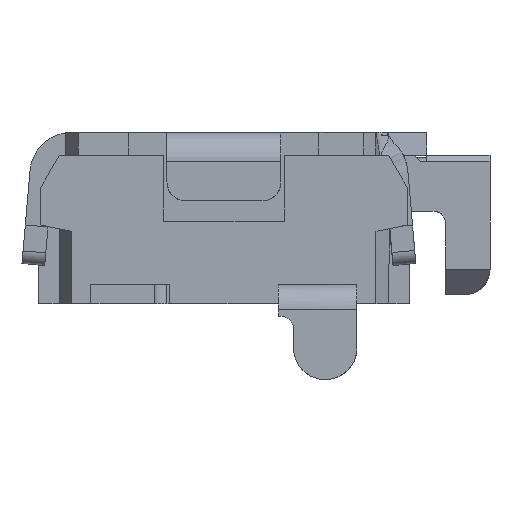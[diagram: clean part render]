
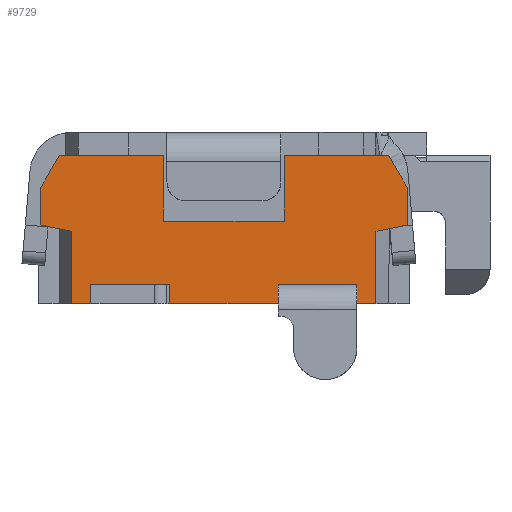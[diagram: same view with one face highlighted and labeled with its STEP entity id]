
A CAD part, left-side view. The second image highlights one B-rep face of the part: STEP entity #9729.
In plain terms, the highlighted planar face has unit normal (1, 0, 0).
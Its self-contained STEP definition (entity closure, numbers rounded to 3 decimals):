
#9729 = ADVANCED_FACE('',(#9730),#9908,.T.);
#9730 = FACE_BOUND('',#9731,.T.);
#9731 = EDGE_LOOP('',(#9732,#9742,#9750,#9758,#9766,#9774,#9782,#9790,
    #9798,#9806,#9814,#9822,#9830,#9838,#9846,#9854,#9862,#9870,#9878,
    #9886,#9894,#9902));
#9732 = ORIENTED_EDGE('',*,*,#9733,.T.);
#9733 = EDGE_CURVE('',#9734,#9736,#9738,.T.);
#9734 = VERTEX_POINT('',#9735);
#9735 = CARTESIAN_POINT('',(-1.75,-0.427,0.));
#9736 = VERTEX_POINT('',#9737);
#9737 = CARTESIAN_POINT('',(-1.75,0.433,0.));
#9738 = LINE('',#9739,#9740);
#9739 = CARTESIAN_POINT('',(-1.75,-1.297,0.));
#9740 = VECTOR('',#9741,1.);
#9741 = DIRECTION('',(0.,1.,0.));
#9742 = ORIENTED_EDGE('',*,*,#9743,.T.);
#9743 = EDGE_CURVE('',#9736,#9744,#9746,.T.);
#9744 = VERTEX_POINT('',#9745);
#9745 = CARTESIAN_POINT('',(-1.75,0.433,0.15));
#9746 = LINE('',#9747,#9748);
#9747 = CARTESIAN_POINT('',(-1.75,0.433,1.17));
#9748 = VECTOR('',#9749,1.);
#9749 = DIRECTION('',(0.,0.,1.));
#9750 = ORIENTED_EDGE('',*,*,#9751,.T.);
#9751 = EDGE_CURVE('',#9744,#9752,#9754,.T.);
#9752 = VERTEX_POINT('',#9753);
#9753 = CARTESIAN_POINT('',(-1.75,1.053,0.15));
#9754 = LINE('',#9755,#9756);
#9755 = CARTESIAN_POINT('',(-1.75,1.453,0.15));
#9756 = VECTOR('',#9757,1.);
#9757 = DIRECTION('',(0.,1.,0.));
#9758 = ORIENTED_EDGE('',*,*,#9759,.T.);
#9759 = EDGE_CURVE('',#9752,#9760,#9762,.T.);
#9760 = VERTEX_POINT('',#9761);
#9761 = CARTESIAN_POINT('',(-1.75,1.053,0.));
#9762 = LINE('',#9763,#9764);
#9763 = CARTESIAN_POINT('',(-1.75,1.053,1.17));
#9764 = VECTOR('',#9765,1.);
#9765 = DIRECTION('',(-0.,0.,-1.));
#9766 = ORIENTED_EDGE('',*,*,#9767,.T.);
#9767 = EDGE_CURVE('',#9760,#9768,#9770,.T.);
#9768 = VERTEX_POINT('',#9769);
#9769 = CARTESIAN_POINT('',(-1.75,1.203,0.));
#9770 = LINE('',#9771,#9772);
#9771 = CARTESIAN_POINT('',(-1.75,-1.297,0.));
#9772 = VECTOR('',#9773,1.);
#9773 = DIRECTION('',(0.,1.,0.));
#9774 = ORIENTED_EDGE('',*,*,#9775,.T.);
#9775 = EDGE_CURVE('',#9768,#9776,#9778,.T.);
#9776 = VERTEX_POINT('',#9777);
#9777 = CARTESIAN_POINT('',(-1.75,1.203,0.57));
#9778 = LINE('',#9779,#9780);
#9779 = CARTESIAN_POINT('',(-1.75,1.203,1.17));
#9780 = VECTOR('',#9781,1.);
#9781 = DIRECTION('',(0.,0.,1.));
#9782 = ORIENTED_EDGE('',*,*,#9783,.T.);
#9783 = EDGE_CURVE('',#9776,#9784,#9786,.T.);
#9784 = VERTEX_POINT('',#9785);
#9785 = CARTESIAN_POINT('',(-1.75,1.453,0.62));
#9786 = LINE('',#9787,#9788);
#9787 = CARTESIAN_POINT('',(-1.75,1.203,0.57));
#9788 = VECTOR('',#9789,1.);
#9789 = DIRECTION('',(0.,0.981,0.196));
#9790 = ORIENTED_EDGE('',*,*,#9791,.T.);
#9791 = EDGE_CURVE('',#9784,#9792,#9794,.T.);
#9792 = VERTEX_POINT('',#9793);
#9793 = CARTESIAN_POINT('',(-1.75,1.453,0.91));
#9794 = LINE('',#9795,#9796);
#9795 = CARTESIAN_POINT('',(-1.75,1.453,1.17));
#9796 = VECTOR('',#9797,1.);
#9797 = DIRECTION('',(0.,0.,1.));
#9798 = ORIENTED_EDGE('',*,*,#9799,.F.);
#9799 = EDGE_CURVE('',#9800,#9792,#9802,.T.);
#9800 = VERTEX_POINT('',#9801);
#9801 = CARTESIAN_POINT('',(-1.75,1.303,1.17));
#9802 = LINE('',#9803,#9804);
#9803 = CARTESIAN_POINT('',(-1.75,1.453,0.91));
#9804 = VECTOR('',#9805,1.);
#9805 = DIRECTION('',(0.,0.5,-0.866));
#9806 = ORIENTED_EDGE('',*,*,#9807,.F.);
#9807 = EDGE_CURVE('',#9808,#9800,#9810,.T.);
#9808 = VERTEX_POINT('',#9809);
#9809 = CARTESIAN_POINT('',(-1.75,0.478,1.17));
#9810 = LINE('',#9811,#9812);
#9811 = CARTESIAN_POINT('',(-1.75,-1.297,1.17));
#9812 = VECTOR('',#9813,1.);
#9813 = DIRECTION('',(0.,1.,0.));
#9814 = ORIENTED_EDGE('',*,*,#9815,.T.);
#9815 = EDGE_CURVE('',#9808,#9816,#9818,.T.);
#9816 = VERTEX_POINT('',#9817);
#9817 = CARTESIAN_POINT('',(-1.75,0.478,0.65));
#9818 = LINE('',#9819,#9820);
#9819 = CARTESIAN_POINT('',(-1.75,0.478,1.17));
#9820 = VECTOR('',#9821,1.);
#9821 = DIRECTION('',(-0.,0.,-1.));
#9822 = ORIENTED_EDGE('',*,*,#9823,.T.);
#9823 = EDGE_CURVE('',#9816,#9824,#9826,.T.);
#9824 = VERTEX_POINT('',#9825);
#9825 = CARTESIAN_POINT('',(-1.75,-0.472,0.65));
#9826 = LINE('',#9827,#9828);
#9827 = CARTESIAN_POINT('',(-1.75,1.303,0.65));
#9828 = VECTOR('',#9829,1.);
#9829 = DIRECTION('',(0.,-1.,0.));
#9830 = ORIENTED_EDGE('',*,*,#9831,.T.);
#9831 = EDGE_CURVE('',#9824,#9832,#9834,.T.);
#9832 = VERTEX_POINT('',#9833);
#9833 = CARTESIAN_POINT('',(-1.75,-0.472,1.17));
#9834 = LINE('',#9835,#9836);
#9835 = CARTESIAN_POINT('',(-1.75,-0.472,1.17));
#9836 = VECTOR('',#9837,1.);
#9837 = DIRECTION('',(0.,0.,1.));
#9838 = ORIENTED_EDGE('',*,*,#9839,.F.);
#9839 = EDGE_CURVE('',#9840,#9832,#9842,.T.);
#9840 = VERTEX_POINT('',#9841);
#9841 = CARTESIAN_POINT('',(-1.75,-1.297,1.17));
#9842 = LINE('',#9843,#9844);
#9843 = CARTESIAN_POINT('',(-1.75,-1.297,1.17));
#9844 = VECTOR('',#9845,1.);
#9845 = DIRECTION('',(0.,1.,0.));
#9846 = ORIENTED_EDGE('',*,*,#9847,.T.);
#9847 = EDGE_CURVE('',#9840,#9848,#9850,.T.);
#9848 = VERTEX_POINT('',#9849);
#9849 = CARTESIAN_POINT('',(-1.75,-1.447,0.91));
#9850 = LINE('',#9851,#9852);
#9851 = CARTESIAN_POINT('',(-1.75,-1.297,1.17));
#9852 = VECTOR('',#9853,1.);
#9853 = DIRECTION('',(0.,-0.5,-0.866));
#9854 = ORIENTED_EDGE('',*,*,#9855,.T.);
#9855 = EDGE_CURVE('',#9848,#9856,#9858,.T.);
#9856 = VERTEX_POINT('',#9857);
#9857 = CARTESIAN_POINT('',(-1.75,-1.447,0.62));
#9858 = LINE('',#9859,#9860);
#9859 = CARTESIAN_POINT('',(-1.75,-1.447,1.17));
#9860 = VECTOR('',#9861,1.);
#9861 = DIRECTION('',(-0.,0.,-1.));
#9862 = ORIENTED_EDGE('',*,*,#9863,.T.);
#9863 = EDGE_CURVE('',#9856,#9864,#9866,.T.);
#9864 = VERTEX_POINT('',#9865);
#9865 = CARTESIAN_POINT('',(-1.75,-1.197,0.57));
#9866 = LINE('',#9867,#9868);
#9867 = CARTESIAN_POINT('',(-1.75,-1.447,0.62));
#9868 = VECTOR('',#9869,1.);
#9869 = DIRECTION('',(0.,0.981,-0.196));
#9870 = ORIENTED_EDGE('',*,*,#9871,.T.);
#9871 = EDGE_CURVE('',#9864,#9872,#9874,.T.);
#9872 = VERTEX_POINT('',#9873);
#9873 = CARTESIAN_POINT('',(-1.75,-1.197,0.));
#9874 = LINE('',#9875,#9876);
#9875 = CARTESIAN_POINT('',(-1.75,-1.197,1.17));
#9876 = VECTOR('',#9877,1.);
#9877 = DIRECTION('',(-0.,0.,-1.));
#9878 = ORIENTED_EDGE('',*,*,#9879,.T.);
#9879 = EDGE_CURVE('',#9872,#9880,#9882,.T.);
#9880 = VERTEX_POINT('',#9881);
#9881 = CARTESIAN_POINT('',(-1.75,-1.047,0.));
#9882 = LINE('',#9883,#9884);
#9883 = CARTESIAN_POINT('',(-1.75,-1.297,0.));
#9884 = VECTOR('',#9885,1.);
#9885 = DIRECTION('',(0.,1.,0.));
#9886 = ORIENTED_EDGE('',*,*,#9887,.T.);
#9887 = EDGE_CURVE('',#9880,#9888,#9890,.T.);
#9888 = VERTEX_POINT('',#9889);
#9889 = CARTESIAN_POINT('',(-1.75,-1.047,0.15));
#9890 = LINE('',#9891,#9892);
#9891 = CARTESIAN_POINT('',(-1.75,-1.047,1.17));
#9892 = VECTOR('',#9893,1.);
#9893 = DIRECTION('',(0.,0.,1.));
#9894 = ORIENTED_EDGE('',*,*,#9895,.T.);
#9895 = EDGE_CURVE('',#9888,#9896,#9898,.T.);
#9896 = VERTEX_POINT('',#9897);
#9897 = CARTESIAN_POINT('',(-1.75,-0.427,0.15));
#9898 = LINE('',#9899,#9900);
#9899 = CARTESIAN_POINT('',(-1.75,1.453,0.15));
#9900 = VECTOR('',#9901,1.);
#9901 = DIRECTION('',(0.,1.,0.));
#9902 = ORIENTED_EDGE('',*,*,#9903,.T.);
#9903 = EDGE_CURVE('',#9896,#9734,#9904,.T.);
#9904 = LINE('',#9905,#9906);
#9905 = CARTESIAN_POINT('',(-1.75,-0.427,1.17));
#9906 = VECTOR('',#9907,1.);
#9907 = DIRECTION('',(-0.,0.,-1.));
#9908 = PLANE('',#9909);
#9909 = AXIS2_PLACEMENT_3D('',#9910,#9911,#9912);
#9910 = CARTESIAN_POINT('',(-1.75,1.453,1.17));
#9911 = DIRECTION('',(1.,0.,0.));
#9912 = DIRECTION('',(0.,1.,0.));
